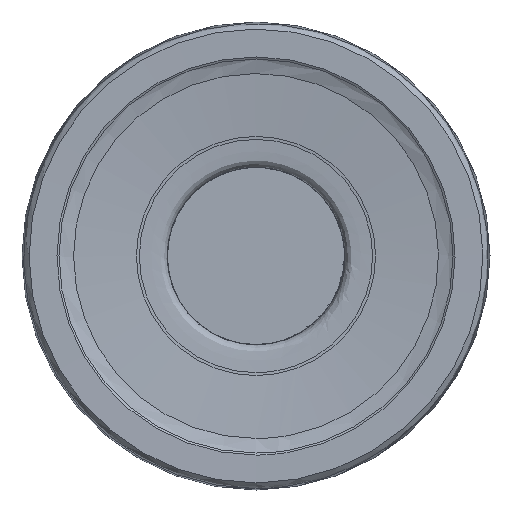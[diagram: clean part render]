
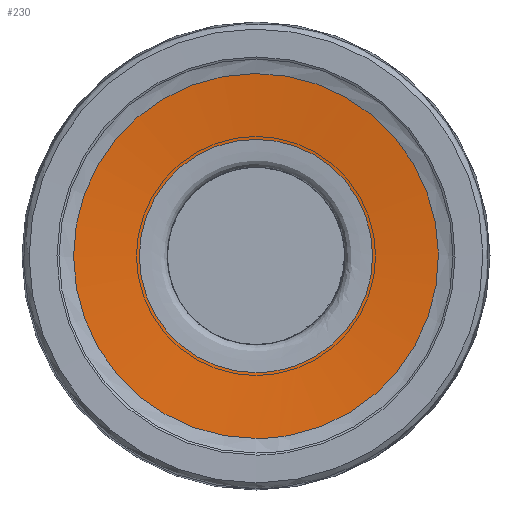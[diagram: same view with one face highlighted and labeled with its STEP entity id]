
A CAD part, left-side view. The second image highlights one B-rep face of the part: STEP entity #230.
In plain terms, the highlighted face is a revolution surface.
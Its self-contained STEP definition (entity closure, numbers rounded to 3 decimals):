
#35=SURFACE_OF_REVOLUTION('',#63,#49);
#49=AXIS1_PLACEMENT('',#889,#629);
#63=B_SPLINE_CURVE_WITH_KNOTS('',3,(#879,#880,#881,#882,#883,#884,#885,
#886,#887,#888),.UNSPECIFIED.,.F.,.F.,(4,3,3,4),(0.,0.261,0.523,
1.),.UNSPECIFIED.);
#230=ADVANCED_FACE('',(#286,#287),#35,.T.);
#286=FACE_BOUND('',#342,.T.);
#287=FACE_BOUND('',#343,.T.);
#342=EDGE_LOOP('',(#398));
#343=EDGE_LOOP('',(#399));
#398=ORIENTED_EDGE('',*,*,#458,.F.);
#399=ORIENTED_EDGE('',*,*,#457,.T.);
#429=VERTEX_POINT('',#850);
#430=VERTEX_POINT('',#878);
#457=EDGE_CURVE('',#429,#429,#485,.T.);
#458=EDGE_CURVE('',#430,#430,#486,.T.);
#485=CIRCLE('',#529,5.02);
#486=CIRCLE('',#530,7.852);
#529=AXIS2_PLACEMENT_3D('',#849,#624,#625);
#530=AXIS2_PLACEMENT_3D('',#877,#627,#628);
#624=DIRECTION('',(1.,0.,0.));
#625=DIRECTION('',(0.,0.,-1.));
#627=DIRECTION('',(1.,0.,0.));
#628=DIRECTION('',(0.,0.,-1.));
#629=DIRECTION('',(1.,0.,0.));
#849=CARTESIAN_POINT('',(0.556,0.,0.));
#850=CARTESIAN_POINT('',(0.556,0.,-5.02));
#877=CARTESIAN_POINT('',(0.3,0.,0.));
#878=CARTESIAN_POINT('',(0.3,0.,-7.852));
#879=CARTESIAN_POINT('',(0.556,-4.893,1.122));
#880=CARTESIAN_POINT('',(0.535,-5.151,1.065));
#881=CARTESIAN_POINT('',(0.512,-5.406,1.009));
#882=CARTESIAN_POINT('',(0.489,-5.663,0.952));
#883=CARTESIAN_POINT('',(0.467,-5.92,0.896));
#884=CARTESIAN_POINT('',(0.445,-6.176,0.84));
#885=CARTESIAN_POINT('',(0.422,-6.433,0.783));
#886=CARTESIAN_POINT('',(0.382,-6.901,0.68));
#887=CARTESIAN_POINT('',(0.339,-7.367,0.578));
#888=CARTESIAN_POINT('',(0.3,-7.837,0.474));
#889=CARTESIAN_POINT('',(0.,0.,0.));
